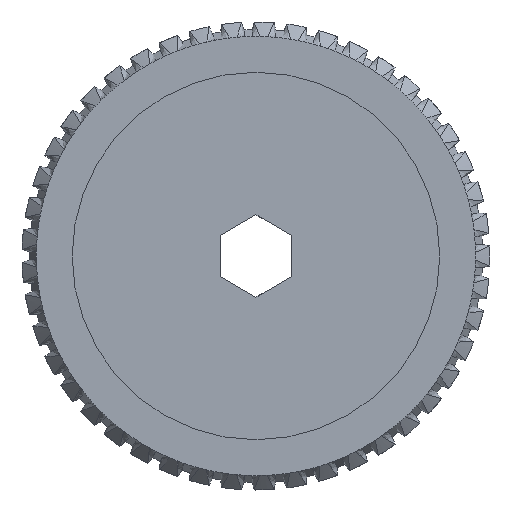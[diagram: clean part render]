
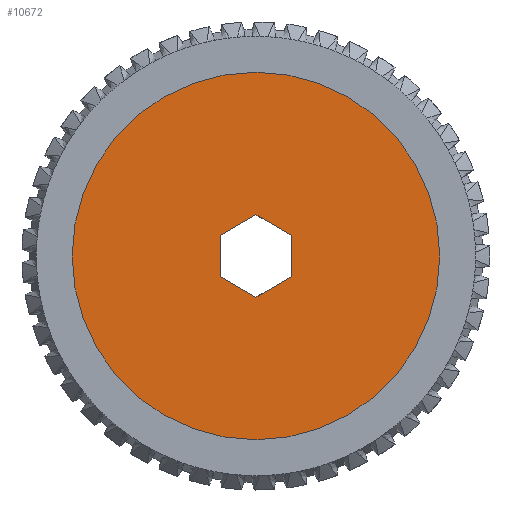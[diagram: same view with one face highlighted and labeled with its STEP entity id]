
A CAD part, front view. The second image highlights one B-rep face of the part: STEP entity #10672.
In plain terms, the highlighted planar face has unit normal (0, -1, 0).
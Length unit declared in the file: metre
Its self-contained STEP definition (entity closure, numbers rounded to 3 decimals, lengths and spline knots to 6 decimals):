
#1232=LINE('',#20447,#2062);
#1233=LINE('',#20450,#2063);
#1234=LINE('',#20452,#2064);
#1235=LINE('',#20454,#2065);
#1236=LINE('',#20456,#2066);
#1237=LINE('',#20458,#2067);
#2062=VECTOR('',#13713,1.);
#2063=VECTOR('',#13714,1.);
#2064=VECTOR('',#13715,1.);
#2065=VECTOR('',#13716,1.);
#2066=VECTOR('',#13717,1.);
#2067=VECTOR('',#13718,1.);
#2262=PLANE('',#11424);
#5747=ORIENTED_EDGE('',*,*,#7378,.F.);
#5748=ORIENTED_EDGE('',*,*,#7379,.F.);
#5749=ORIENTED_EDGE('',*,*,#7380,.F.);
#5750=ORIENTED_EDGE('',*,*,#7381,.F.);
#5751=ORIENTED_EDGE('',*,*,#7382,.F.);
#5752=ORIENTED_EDGE('',*,*,#7383,.F.);
#5753=ORIENTED_EDGE('',*,*,#7377,.T.);
#7377=EDGE_CURVE('',#8396,#8396,#8773,.T.);
#7378=EDGE_CURVE('',#8397,#8398,#1232,.T.);
#7379=EDGE_CURVE('',#8399,#8397,#1233,.T.);
#7380=EDGE_CURVE('',#8400,#8399,#1234,.T.);
#7381=EDGE_CURVE('',#8401,#8400,#1235,.T.);
#7382=EDGE_CURVE('',#8402,#8401,#1236,.T.);
#7383=EDGE_CURVE('',#8398,#8402,#1237,.T.);
#8396=VERTEX_POINT('',#20445);
#8397=VERTEX_POINT('',#20448);
#8398=VERTEX_POINT('',#20449);
#8399=VERTEX_POINT('',#20451);
#8400=VERTEX_POINT('',#20453);
#8401=VERTEX_POINT('',#20455);
#8402=VERTEX_POINT('',#20457);
#8773=CIRCLE('',#11423,0.012855);
#9370=EDGE_LOOP('',(#5747,#5748,#5749,#5750,#5751,#5752));
#9371=EDGE_LOOP('',(#5753));
#9977=FACE_BOUND('',#9370,.T.);
#9978=FACE_BOUND('',#9371,.T.);
#10672=ADVANCED_FACE('',(#9977,#9978),#2262,.T.);
#11423=AXIS2_PLACEMENT_3D('',#20444,#13709,#13710);
#11424=AXIS2_PLACEMENT_3D('',#20446,#13711,#13712);
#13709=DIRECTION('',(0.,-1.,0.));
#13710=DIRECTION('',(-1.,0.,0.));
#13711=DIRECTION('',(0.,-1.,0.));
#13712=DIRECTION('',(1.,0.,0.));
#13713=DIRECTION('',(-0.866,0.,0.5));
#13714=DIRECTION('',(0.,0.,1.));
#13715=DIRECTION('',(0.866,0.,0.5));
#13716=DIRECTION('',(0.866,0.,-0.5));
#13717=DIRECTION('',(0.,0.,-1.));
#13718=DIRECTION('',(-0.866,0.,-0.5));
#20444=CARTESIAN_POINT('',(0.,-0.0005,0.));
#20445=CARTESIAN_POINT('',(-0.012855,-0.0005,0.));
#20446=CARTESIAN_POINT('',(0.,-0.0005,0.));
#20447=CARTESIAN_POINT('',(0.00125,-0.0005,0.002165));
#20448=CARTESIAN_POINT('',(0.0025,-0.0005,0.001443));
#20449=CARTESIAN_POINT('',(0.,-0.0005,0.002887));
#20450=CARTESIAN_POINT('',(0.0025,-0.0005,0.));
#20451=CARTESIAN_POINT('',(0.0025,-0.0005,-0.001443));
#20452=CARTESIAN_POINT('',(0.00125,-0.0005,-0.002165));
#20453=CARTESIAN_POINT('',(0.,-0.0005,-0.002887));
#20454=CARTESIAN_POINT('',(-0.00125,-0.0005,-0.002165));
#20455=CARTESIAN_POINT('',(-0.0025,-0.0005,-0.001443));
#20456=CARTESIAN_POINT('',(-0.0025,-0.0005,0.));
#20457=CARTESIAN_POINT('',(-0.0025,-0.0005,0.001443));
#20458=CARTESIAN_POINT('',(-0.00125,-0.0005,0.002165));
